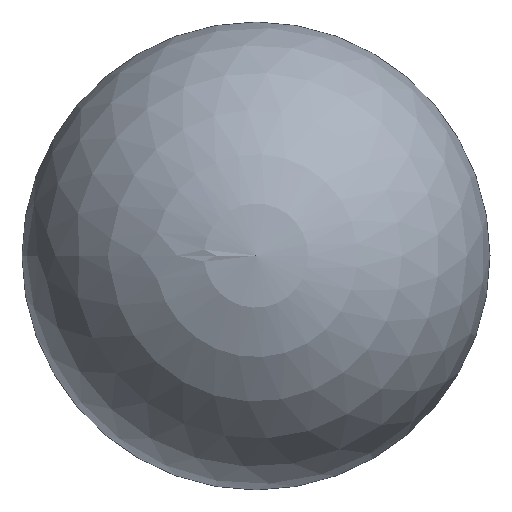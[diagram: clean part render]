
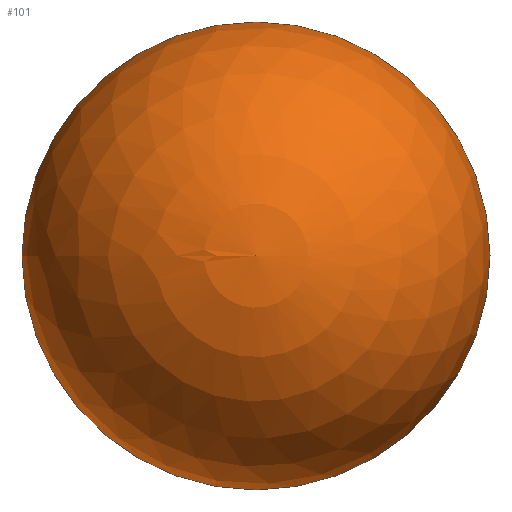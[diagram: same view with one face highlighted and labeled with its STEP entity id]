
A CAD part, top view. The second image highlights one B-rep face of the part: STEP entity #101.
In plain terms, the highlighted spherical face has radius 15.875 mm.
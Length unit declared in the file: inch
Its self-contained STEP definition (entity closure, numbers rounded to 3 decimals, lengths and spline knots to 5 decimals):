
#1 = DIRECTION ( 'NONE',  ( 0., 0., -1. ) ) ;
#3 = VERTEX_POINT ( 'NONE', #35 ) ;
#4 = EDGE_LOOP ( 'NONE', ( #38, #36 ) ) ;
#5 = VERTEX_POINT ( 'NONE', #34 ) ;
#34 = CARTESIAN_POINT ( 'NONE',  ( 0., -0.625, 0. ) ) ;
#35 = CARTESIAN_POINT ( 'NONE',  ( 0., 0.625, 0. ) ) ;
#36 = ORIENTED_EDGE ( 'NONE', *, *, #104, .T. ) ;
#38 = ORIENTED_EDGE ( 'NONE', *, *, #103, .F. ) ;
#40 = DIRECTION ( 'NONE',  ( -1., 0., 0. ) ) ;
#54 = CARTESIAN_POINT ( 'NONE',  ( 0., 0., 0. ) ) ;
#55 = DIRECTION ( 'NONE',  ( 0., 0., -1. ) ) ;
#56 = DIRECTION ( 'NONE',  ( -1., 0., 0. ) ) ;
#57 = CARTESIAN_POINT ( 'NONE',  ( 0., 0., 0. ) ) ;
#58 = DIRECTION ( 'NONE',  ( 0., 0., 1. ) ) ;
#59 = DIRECTION ( 'NONE',  ( 1., 0., 0. ) ) ;
#93 = CARTESIAN_POINT ( 'NONE',  ( 0., 0., 0. ) ) ;
#95 = CIRCLE ( 'NONE', #109, 0.625 ) ;
#96 = CIRCLE ( 'NONE', #108, 0.625 ) ;
#101 = ADVANCED_FACE ( 'NONE', ( #123 ), #124, .T. ) ;
#103 = EDGE_CURVE ( 'NONE', #3, #5, #95, .T. ) ;
#104 = EDGE_CURVE ( 'NONE', #3, #5, #96, .T. ) ;
#108 = AXIS2_PLACEMENT_3D ( 'NONE', #57, #58, #59 ) ;
#109 = AXIS2_PLACEMENT_3D ( 'NONE', #54, #55, #56 ) ;
#123 = FACE_OUTER_BOUND ( 'NONE', #4, .T. ) ;
#124 = SPHERICAL_SURFACE ( 'NONE', #128, 0.625 ) ;
#128 = AXIS2_PLACEMENT_3D ( 'NONE', #93, #1, #40 ) ;
